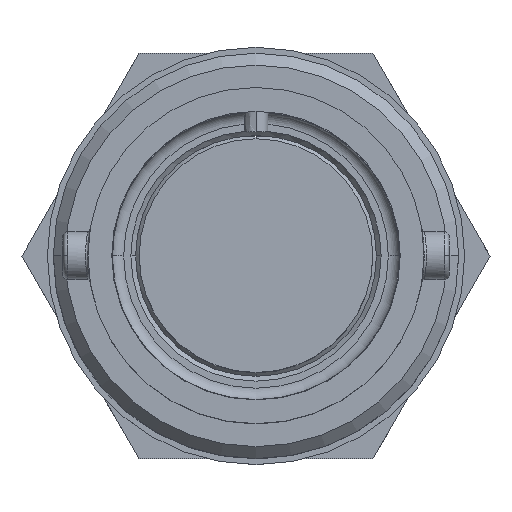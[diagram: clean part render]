
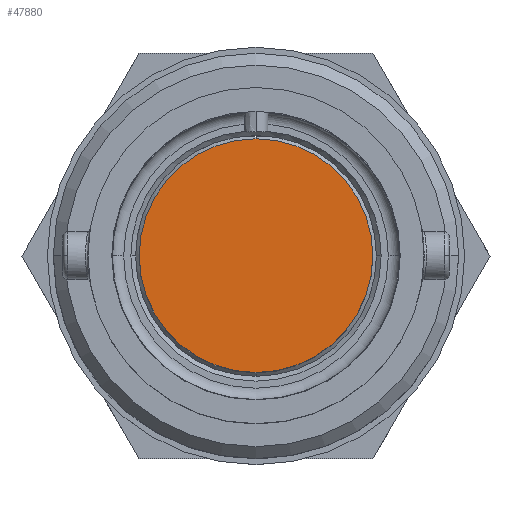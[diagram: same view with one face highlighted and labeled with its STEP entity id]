
A CAD part, top view. The second image highlights one B-rep face of the part: STEP entity #47880.
In plain terms, the highlighted planar face has unit normal (0, 0, 1).
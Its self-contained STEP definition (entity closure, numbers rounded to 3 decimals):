
#43050=CARTESIAN_POINT('',(0.,-4.9,10.));
#43060=VERTEX_POINT('',#43050);
#43140=CARTESIAN_POINT('',(0.,4.9,10.));
#43150=VERTEX_POINT('',#43140);
#43180=CARTESIAN_POINT('',(0.,0.,10.));
#43190=DIRECTION('',(0.,0.,-1.));
#43200=DIRECTION('',(0.,1.,0.));
#43210=AXIS2_PLACEMENT_3D('',#43180,#43190,#43200);
#43220=CIRCLE('',#43210,4.9);
#43230=EDGE_CURVE('',#43060,#43150,#43220,.T.);
#47780=CARTESIAN_POINT('',(0.,0.,10.));
#47790=DIRECTION('',(-0.,0.,1.));
#47800=DIRECTION('',(0.,-1.,0.));
#47810=AXIS2_PLACEMENT_3D('',#47780,#47790,#47800);
#47820=PLANE('',#47810);
#47830=EDGE_CURVE('',#43150,#43060,#43220,.T.);
#47840=ORIENTED_EDGE('',*,*,#47830,.F.);
#47850=ORIENTED_EDGE('',*,*,#43230,.F.);
#47860=EDGE_LOOP('',(#47850,#47840));
#47870=FACE_OUTER_BOUND('',#47860,.T.);
#47880=ADVANCED_FACE('',(#47870),#47820,.T.);
